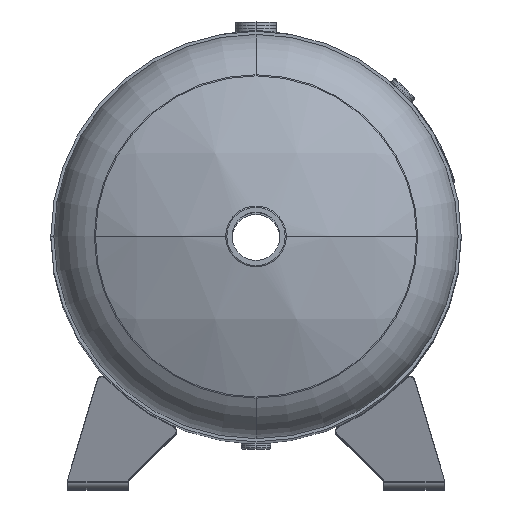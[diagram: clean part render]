
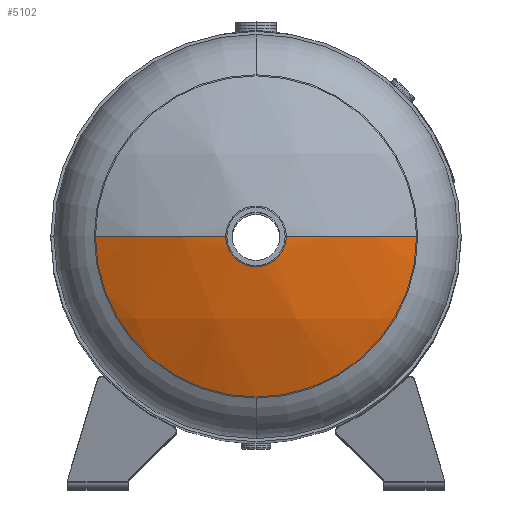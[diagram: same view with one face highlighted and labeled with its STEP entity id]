
A CAD part, top view. The second image highlights one B-rep face of the part: STEP entity #5102.
In plain terms, the highlighted spherical face has radius 457.2 mm.
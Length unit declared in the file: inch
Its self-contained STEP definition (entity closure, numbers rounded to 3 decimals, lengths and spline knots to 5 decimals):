
#102 = DIRECTION ( 'NONE',  ( 0., 0., 1. ) ) ;
#291 = ORIENTED_EDGE ( 'NONE', *, *, #852, .T. ) ;
#444 = CARTESIAN_POINT ( 'NONE',  ( 0., -11.57764, 0. ) ) ;
#852 = EDGE_CURVE ( 'NONE', #1459, #4817, #7395, .T. ) ;
#970 = ORIENTED_EDGE ( 'NONE', *, *, #6280, .F. ) ;
#1145 = DIRECTION ( 'NONE',  ( 1., 0., 0. ) ) ;
#1302 = DIRECTION ( 'NONE',  ( 0., 1., 0. ) ) ;
#1459 = VERTEX_POINT ( 'NONE', #5019 ) ;
#1626 = CIRCLE ( 'NONE', #6885, 8. ) ;
#1920 = VERTEX_POINT ( 'NONE', #4487 ) ;
#2213 = CARTESIAN_POINT ( 'NONE',  ( 0., -11.57764, 0. ) ) ;
#2386 = AXIS2_PLACEMENT_3D ( 'NONE', #2213, #10817, #7025 ) ;
#2635 = DIRECTION ( 'NONE',  ( 0., 0., -1. ) ) ;
#2857 = SPHERICAL_SURFACE ( 'NONE', #7239, 18. ) ;
#4125 = CARTESIAN_POINT ( 'NONE',  ( 1.375, 6.36977, 0. ) ) ;
#4226 = CARTESIAN_POINT ( 'NONE',  ( 0., 6.36977, 0. ) ) ;
#4227 = CARTESIAN_POINT ( 'NONE',  ( 0., 4.54688, 0. ) ) ;
#4458 = EDGE_LOOP ( 'NONE', ( #12039, #291, #4989, #970, #7993 ) ) ;
#4487 = CARTESIAN_POINT ( 'NONE',  ( 0., 4.54688, 8. ) ) ;
#4817 = VERTEX_POINT ( 'NONE', #5917 ) ;
#4989 = ORIENTED_EDGE ( 'NONE', *, *, #11330, .F. ) ;
#5019 = CARTESIAN_POINT ( 'NONE',  ( -1.375, 6.36977, 0. ) ) ;
#5032 = VERTEX_POINT ( 'NONE', #4125 ) ;
#5102 = ADVANCED_FACE ( 'NONE', ( #5363 ), #2857, .T. ) ;
#5363 = FACE_OUTER_BOUND ( 'NONE', #4458, .T. ) ;
#5443 = AXIS2_PLACEMENT_3D ( 'NONE', #444, #10480, #7727 ) ;
#5917 = CARTESIAN_POINT ( 'NONE',  ( -8., 4.54688, 0. ) ) ;
#6096 = CIRCLE ( 'NONE', #2386, 18. ) ;
#6280 = EDGE_CURVE ( 'NONE', #11980, #1920, #9015, .T. ) ;
#6584 = CARTESIAN_POINT ( 'NONE',  ( 0., -11.57764, 0. ) ) ;
#6694 = AXIS2_PLACEMENT_3D ( 'NONE', #4227, #6929, #11340 ) ;
#6885 = AXIS2_PLACEMENT_3D ( 'NONE', #8516, #7271, #2635 ) ;
#6929 = DIRECTION ( 'NONE',  ( 0., -1., 0. ) ) ;
#7025 = DIRECTION ( 'NONE',  ( -1., 0., 0. ) ) ;
#7239 = AXIS2_PLACEMENT_3D ( 'NONE', #6584, #102, #1145 ) ;
#7271 = DIRECTION ( 'NONE',  ( 0., -1., 0. ) ) ;
#7395 = CIRCLE ( 'NONE', #5443, 18. ) ;
#7727 = DIRECTION ( 'NONE',  ( 1., 0., 0. ) ) ;
#7993 = ORIENTED_EDGE ( 'NONE', *, *, #10353, .F. ) ;
#8516 = CARTESIAN_POINT ( 'NONE',  ( 0., 4.54688, 0. ) ) ;
#8548 = EDGE_CURVE ( 'NONE', #1459, #5032, #10667, .T. ) ;
#9015 = CIRCLE ( 'NONE', #6694, 8. ) ;
#10353 = EDGE_CURVE ( 'NONE', #5032, #11980, #6096, .T. ) ;
#10480 = DIRECTION ( 'NONE',  ( 0., 0., 1. ) ) ;
#10667 = CIRCLE ( 'NONE', #11637, 1.375 ) ;
#10817 = DIRECTION ( 'NONE',  ( 0., 0., -1. ) ) ;
#11330 = EDGE_CURVE ( 'NONE', #1920, #4817, #1626, .T. ) ;
#11340 = DIRECTION ( 'NONE',  ( 0., 0., -1. ) ) ;
#11542 = CARTESIAN_POINT ( 'NONE',  ( 8., 4.54688, 0. ) ) ;
#11560 = DIRECTION ( 'NONE',  ( 0., 0., -1. ) ) ;
#11637 = AXIS2_PLACEMENT_3D ( 'NONE', #4226, #1302, #11560 ) ;
#11980 = VERTEX_POINT ( 'NONE', #11542 ) ;
#12039 = ORIENTED_EDGE ( 'NONE', *, *, #8548, .F. ) ;
